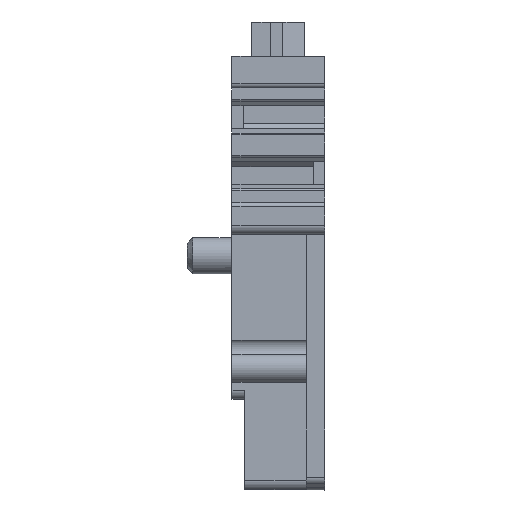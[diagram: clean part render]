
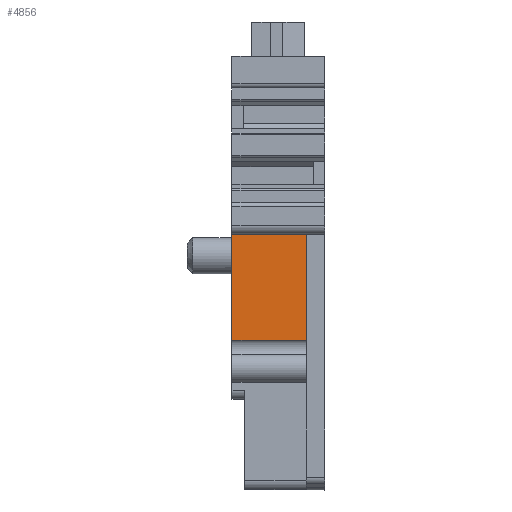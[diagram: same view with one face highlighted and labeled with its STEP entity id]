
A CAD part, front view. The second image highlights one B-rep face of the part: STEP entity #4856.
In plain terms, the highlighted planar face has unit normal (0, -1, 0).
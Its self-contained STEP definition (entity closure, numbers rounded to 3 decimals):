
#4836=AXIS2_PLACEMENT_3D('Plane Axis2P3D',#4833,#4834,#4835) ;
#1186=CARTESIAN_POINT('Vertex',(6.55,3.7,14.083)) ;
#1189=CARTESIAN_POINT('Line Origine',(6.55,3.7,11.166)) ;
#1193=CARTESIAN_POINT('Vertex',(6.55,3.7,8.248)) ;
#2113=CARTESIAN_POINT('Vertex',(2.45,3.7,14.083)) ;
#2116=CARTESIAN_POINT('Line Origine',(4.5,3.7,14.083)) ;
#4833=CARTESIAN_POINT('Axis2P3D Location',(6.55,3.7,14.083)) ;
#4838=CARTESIAN_POINT('Line Origine',(2.45,3.7,11.166)) ;
#4842=CARTESIAN_POINT('Vertex',(2.45,3.7,8.248)) ;
#4845=CARTESIAN_POINT('Line Origine',(4.5,3.7,8.248)) ;
#1190=DIRECTION('Vector Direction',(0.,0.,-1.)) ;
#2117=DIRECTION('Vector Direction',(-1.,0.,0.)) ;
#4834=DIRECTION('Axis2P3D Direction',(0.,1.,0.)) ;
#4835=DIRECTION('Axis2P3D XDirection',(0.,0.,-1.)) ;
#4839=DIRECTION('Vector Direction',(0.,0.,-1.)) ;
#4846=DIRECTION('Vector Direction',(-1.,0.,0.)) ;
#1191=VECTOR('Line Direction',#1190,1.) ;
#2118=VECTOR('Line Direction',#2117,1.) ;
#4840=VECTOR('Line Direction',#4839,1.) ;
#4847=VECTOR('Line Direction',#4846,1.) ;
#4851=ORIENTED_EDGE('',*,*,#4844,.T.) ;
#4852=ORIENTED_EDGE('',*,*,#4849,.F.) ;
#4853=ORIENTED_EDGE('',*,*,#1195,.F.) ;
#4854=ORIENTED_EDGE('',*,*,#2120,.T.) ;
#4856=ADVANCED_FACE('_STGH ZRV2.5 1907000000',(#4855),#4837,.F.) ;
#1195=EDGE_CURVE('',#1187,#1194,#1192,.T.) ;
#2120=EDGE_CURVE('',#1187,#2114,#2119,.T.) ;
#4844=EDGE_CURVE('',#2114,#4843,#4841,.T.) ;
#4849=EDGE_CURVE('',#1194,#4843,#4848,.T.) ;
#4850=EDGE_LOOP('',(#4851,#4852,#4853,#4854)) ;
#4855=FACE_OUTER_BOUND('',#4850,.T.) ;
#1192=LINE('Line',#1189,#1191) ;
#2119=LINE('Line',#2116,#2118) ;
#4841=LINE('Line',#4838,#4840) ;
#4848=LINE('Line',#4845,#4847) ;
#4837=PLANE('',#4836) ;
#1187=VERTEX_POINT('',#1186) ;
#1194=VERTEX_POINT('',#1193) ;
#2114=VERTEX_POINT('',#2113) ;
#4843=VERTEX_POINT('',#4842) ;
